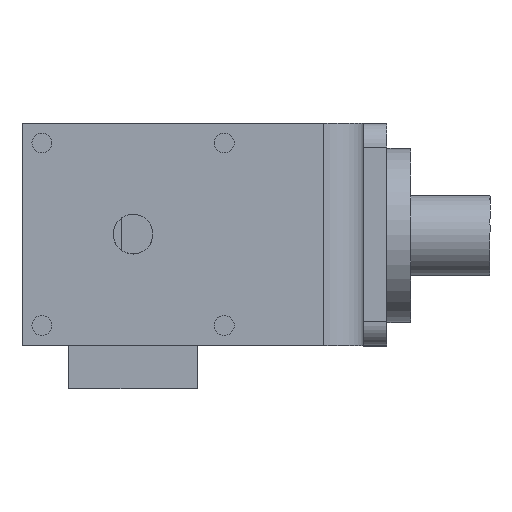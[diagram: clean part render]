
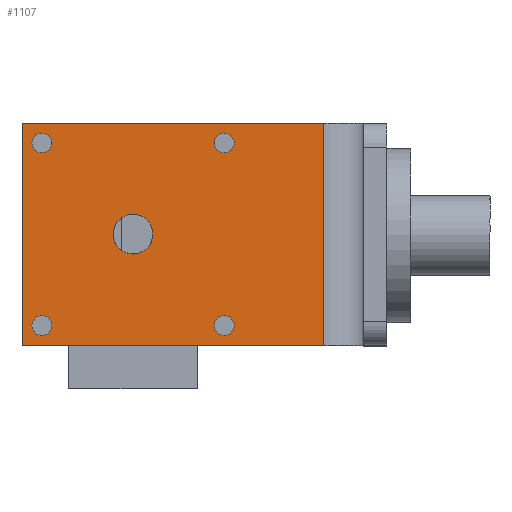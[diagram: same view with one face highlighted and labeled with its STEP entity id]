
A CAD part, top view. The second image highlights one B-rep face of the part: STEP entity #1107.
In plain terms, the highlighted face is planar.
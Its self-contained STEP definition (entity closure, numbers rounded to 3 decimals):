
#4 = DIRECTION ( 'NONE',  ( 0., -1., 0. ) ) ;
#6 = VECTOR ( 'NONE', #20, 1000. ) ;
#20 = DIRECTION ( 'NONE',  ( 0., -1., 0. ) ) ;
#32 = ORIENTED_EDGE ( 'NONE', *, *, #3153, .T. ) ;
#34 = VERTEX_POINT ( 'NONE', #3417 ) ;
#61 = EDGE_LOOP ( 'NONE', ( #476, #1423 ) ) ;
#70 = CARTESIAN_POINT ( 'NONE',  ( -25., 11.5, 17.5 ) ) ;
#116 = LINE ( 'NONE', #396, #1948 ) ;
#166 = VERTEX_POINT ( 'NONE', #1994 ) ;
#196 = CIRCLE ( 'NONE', #1404, 1.25 ) ;
#242 = VERTEX_POINT ( 'NONE', #2748 ) ;
#245 = CARTESIAN_POINT ( 'NONE',  ( -25., 11.5, 40.5 ) ) ;
#257 = CIRCLE ( 'NONE', #395, 2.5 ) ;
#289 = CIRCLE ( 'NONE', #3754, 1.25 ) ;
#298 = VERTEX_POINT ( 'NONE', #3477 ) ;
#354 = DIRECTION ( 'NONE',  ( 0., -1., 0. ) ) ;
#390 = CARTESIAN_POINT ( 'NONE',  ( -25., 14., 5. ) ) ;
#395 = AXIS2_PLACEMENT_3D ( 'NONE', #1585, #2863, #3828 ) ;
#396 = CARTESIAN_POINT ( 'NONE',  ( -25., -14., 0. ) ) ;
#431 = CARTESIAN_POINT ( 'NONE',  ( -25., -10.25, 40.5 ) ) ;
#476 = ORIENTED_EDGE ( 'NONE', *, *, #3104, .F. ) ;
#554 = DIRECTION ( 'NONE',  ( -1., 0., 0. ) ) ;
#577 = EDGE_CURVE ( 'NONE', #166, #1366, #1326, .T. ) ;
#613 = DIRECTION ( 'NONE',  ( -1., 0., 0. ) ) ;
#669 = DIRECTION ( 'NONE',  ( 0., -1., 0. ) ) ;
#798 = CIRCLE ( 'NONE', #3538, 1.25 ) ;
#819 = AXIS2_PLACEMENT_3D ( 'NONE', #2142, #554, #1205 ) ;
#823 = CARTESIAN_POINT ( 'NONE',  ( -25., 10.25, 40.5 ) ) ;
#853 = EDGE_CURVE ( 'NONE', #3320, #34, #196, .T. ) ;
#873 = PLANE ( 'NONE',  #819 ) ;
#892 = AXIS2_PLACEMENT_3D ( 'NONE', #70, #2903, #669 ) ;
#903 = VERTEX_POINT ( 'NONE', #3606 ) ;
#904 = CARTESIAN_POINT ( 'NONE',  ( -25., -11.5, 40.5 ) ) ;
#937 = VERTEX_POINT ( 'NONE', #2611 ) ;
#945 = EDGE_LOOP ( 'NONE', ( #2366, #1128 ) ) ;
#952 = EDGE_CURVE ( 'NONE', #1645, #903, #116, .T. ) ;
#1066 = DIRECTION ( 'NONE',  ( -1., 0., 0. ) ) ;
#1107 = ADVANCED_FACE ( 'NONE', ( #4062, #1812, #1179, #1450, #2452, #1786 ), #873, .T. ) ;
#1128 = ORIENTED_EDGE ( 'NONE', *, *, #3733, .F. ) ;
#1179 = FACE_OUTER_BOUND ( 'NONE', #1406, .T. ) ;
#1185 = EDGE_CURVE ( 'NONE', #2654, #937, #289, .T. ) ;
#1205 = DIRECTION ( 'NONE',  ( 0., -1., 0. ) ) ;
#1227 = VECTOR ( 'NONE', #354, 1000. ) ;
#1326 = LINE ( 'NONE', #2604, #2216 ) ;
#1343 = ORIENTED_EDGE ( 'NONE', *, *, #3626, .F. ) ;
#1366 = VERTEX_POINT ( 'NONE', #390 ) ;
#1376 = DIRECTION ( 'NONE',  ( 0., -1., 0. ) ) ;
#1404 = AXIS2_PLACEMENT_3D ( 'NONE', #3000, #1066, #1376 ) ;
#1406 = EDGE_LOOP ( 'NONE', ( #1523, #32, #2048, #3364 ) ) ;
#1423 = ORIENTED_EDGE ( 'NONE', *, *, #853, .F. ) ;
#1450 = FACE_BOUND ( 'NONE', #2530, .T. ) ;
#1523 = ORIENTED_EDGE ( 'NONE', *, *, #577, .T. ) ;
#1535 = CARTESIAN_POINT ( 'NONE',  ( -25., -11.5, 17.5 ) ) ;
#1556 = CIRCLE ( 'NONE', #3905, 1.25 ) ;
#1585 = CARTESIAN_POINT ( 'NONE',  ( -25., 0., 29. ) ) ;
#1609 = CARTESIAN_POINT ( 'NONE',  ( -25., -12.75, 40.5 ) ) ;
#1625 = CIRCLE ( 'NONE', #892, 1.25 ) ;
#1629 = EDGE_CURVE ( 'NONE', #937, #2654, #2991, .T. ) ;
#1645 = VERTEX_POINT ( 'NONE', #2870 ) ;
#1659 = CIRCLE ( 'NONE', #2450, 1.25 ) ;
#1727 = DIRECTION ( 'NONE',  ( 0., 0., 1. ) ) ;
#1754 = CARTESIAN_POINT ( 'NONE',  ( -25., -11.5, 40.5 ) ) ;
#1786 = FACE_BOUND ( 'NONE', #1997, .T. ) ;
#1802 = CARTESIAN_POINT ( 'NONE',  ( -25., 0., 29. ) ) ;
#1812 = FACE_BOUND ( 'NONE', #61, .T. ) ;
#1858 = EDGE_CURVE ( 'NONE', #242, #298, #3484, .T. ) ;
#1885 = LINE ( 'NONE', #3148, #6 ) ;
#1908 = CARTESIAN_POINT ( 'NONE',  ( -25., 11.5, 17.5 ) ) ;
#1920 = DIRECTION ( 'NONE',  ( -1., 0., 0. ) ) ;
#1928 = EDGE_CURVE ( 'NONE', #2727, #2647, #2548, .T. ) ;
#1948 = VECTOR ( 'NONE', #1727, 1000. ) ;
#1986 = LINE ( 'NONE', #2610, #1227 ) ;
#1994 = CARTESIAN_POINT ( 'NONE',  ( -25., 14., 43. ) ) ;
#1997 = EDGE_LOOP ( 'NONE', ( #3647, #2164 ) ) ;
#2048 = ORIENTED_EDGE ( 'NONE', *, *, #952, .T. ) ;
#2084 = VERTEX_POINT ( 'NONE', #3019 ) ;
#2142 = CARTESIAN_POINT ( 'NONE',  ( -25., 0., 0. ) ) ;
#2164 = ORIENTED_EDGE ( 'NONE', *, *, #1629, .F. ) ;
#2216 = VECTOR ( 'NONE', #2227, 1000. ) ;
#2227 = DIRECTION ( 'NONE',  ( 0., 0., -1. ) ) ;
#2239 = EDGE_CURVE ( 'NONE', #2084, #3391, #798, .T. ) ;
#2297 = EDGE_CURVE ( 'NONE', #166, #903, #1885, .T. ) ;
#2366 = ORIENTED_EDGE ( 'NONE', *, *, #1858, .F. ) ;
#2400 = DIRECTION ( 'NONE',  ( -1., 0., 0. ) ) ;
#2450 = AXIS2_PLACEMENT_3D ( 'NONE', #1754, #3383, #3696 ) ;
#2452 = FACE_BOUND ( 'NONE', #3005, .T. ) ;
#2478 = DIRECTION ( 'NONE',  ( -1., 0., 0. ) ) ;
#2530 = EDGE_LOOP ( 'NONE', ( #4101, #1343 ) ) ;
#2542 = DIRECTION ( 'NONE',  ( -1., 0., 0. ) ) ;
#2548 = CIRCLE ( 'NONE', #3609, 1.25 ) ;
#2561 = CARTESIAN_POINT ( 'NONE',  ( -25., -11.5, 17.5 ) ) ;
#2604 = CARTESIAN_POINT ( 'NONE',  ( -25., 14., 0. ) ) ;
#2610 = CARTESIAN_POINT ( 'NONE',  ( -25., -14., 5. ) ) ;
#2611 = CARTESIAN_POINT ( 'NONE',  ( -25., -12.75, 17.5 ) ) ;
#2628 = ORIENTED_EDGE ( 'NONE', *, *, #2239, .F. ) ;
#2647 = VERTEX_POINT ( 'NONE', #1609 ) ;
#2654 = VERTEX_POINT ( 'NONE', #2792 ) ;
#2727 = VERTEX_POINT ( 'NONE', #431 ) ;
#2748 = CARTESIAN_POINT ( 'NONE',  ( -25., 2.5, 29. ) ) ;
#2752 = DIRECTION ( 'NONE',  ( 0., -1., 0. ) ) ;
#2789 = EDGE_CURVE ( 'NONE', #3391, #2084, #1625, .T. ) ;
#2792 = CARTESIAN_POINT ( 'NONE',  ( -25., -10.25, 17.5 ) ) ;
#2828 = CARTESIAN_POINT ( 'NONE',  ( -25., 12.75, 17.5 ) ) ;
#2834 = DIRECTION ( 'NONE',  ( 0., -1., 0. ) ) ;
#2863 = DIRECTION ( 'NONE',  ( -1., 0., 0. ) ) ;
#2870 = CARTESIAN_POINT ( 'NONE',  ( -25., -14., 5. ) ) ;
#2903 = DIRECTION ( 'NONE',  ( -1., 0., 0. ) ) ;
#2918 = DIRECTION ( 'NONE',  ( -1., 0., 0. ) ) ;
#2991 = CIRCLE ( 'NONE', #3054, 1.25 ) ;
#3000 = CARTESIAN_POINT ( 'NONE',  ( -25., 11.5, 40.5 ) ) ;
#3005 = EDGE_LOOP ( 'NONE', ( #3258, #2628 ) ) ;
#3019 = CARTESIAN_POINT ( 'NONE',  ( -25., 10.25, 17.5 ) ) ;
#3054 = AXIS2_PLACEMENT_3D ( 'NONE', #2561, #1920, #3201 ) ;
#3104 = EDGE_CURVE ( 'NONE', #34, #3320, #1556, .T. ) ;
#3148 = CARTESIAN_POINT ( 'NONE',  ( -25., 0., 43. ) ) ;
#3153 = EDGE_CURVE ( 'NONE', #1366, #1645, #1986, .T. ) ;
#3201 = DIRECTION ( 'NONE',  ( 0., -1., 0. ) ) ;
#3258 = ORIENTED_EDGE ( 'NONE', *, *, #2789, .F. ) ;
#3320 = VERTEX_POINT ( 'NONE', #823 ) ;
#3364 = ORIENTED_EDGE ( 'NONE', *, *, #2297, .F. ) ;
#3383 = DIRECTION ( 'NONE',  ( -1., 0., 0. ) ) ;
#3391 = VERTEX_POINT ( 'NONE', #2828 ) ;
#3417 = CARTESIAN_POINT ( 'NONE',  ( -25., 12.75, 40.5 ) ) ;
#3464 = DIRECTION ( 'NONE',  ( 0., -1., 0. ) ) ;
#3477 = CARTESIAN_POINT ( 'NONE',  ( -25., -2.5, 29. ) ) ;
#3484 = CIRCLE ( 'NONE', #3548, 2.5 ) ;
#3538 = AXIS2_PLACEMENT_3D ( 'NONE', #1908, #2918, #3464 ) ;
#3548 = AXIS2_PLACEMENT_3D ( 'NONE', #1802, #2400, #2752 ) ;
#3606 = CARTESIAN_POINT ( 'NONE',  ( -25., -14., 43. ) ) ;
#3609 = AXIS2_PLACEMENT_3D ( 'NONE', #904, #613, #3766 ) ;
#3626 = EDGE_CURVE ( 'NONE', #2647, #2727, #1659, .T. ) ;
#3647 = ORIENTED_EDGE ( 'NONE', *, *, #1185, .F. ) ;
#3696 = DIRECTION ( 'NONE',  ( 0., -1., 0. ) ) ;
#3733 = EDGE_CURVE ( 'NONE', #298, #242, #257, .T. ) ;
#3754 = AXIS2_PLACEMENT_3D ( 'NONE', #1535, #2542, #2834 ) ;
#3766 = DIRECTION ( 'NONE',  ( 0., -1., 0. ) ) ;
#3828 = DIRECTION ( 'NONE',  ( 0., -1., 0. ) ) ;
#3905 = AXIS2_PLACEMENT_3D ( 'NONE', #245, #2478, #4 ) ;
#4062 = FACE_BOUND ( 'NONE', #945, .T. ) ;
#4101 = ORIENTED_EDGE ( 'NONE', *, *, #1928, .F. ) ;
